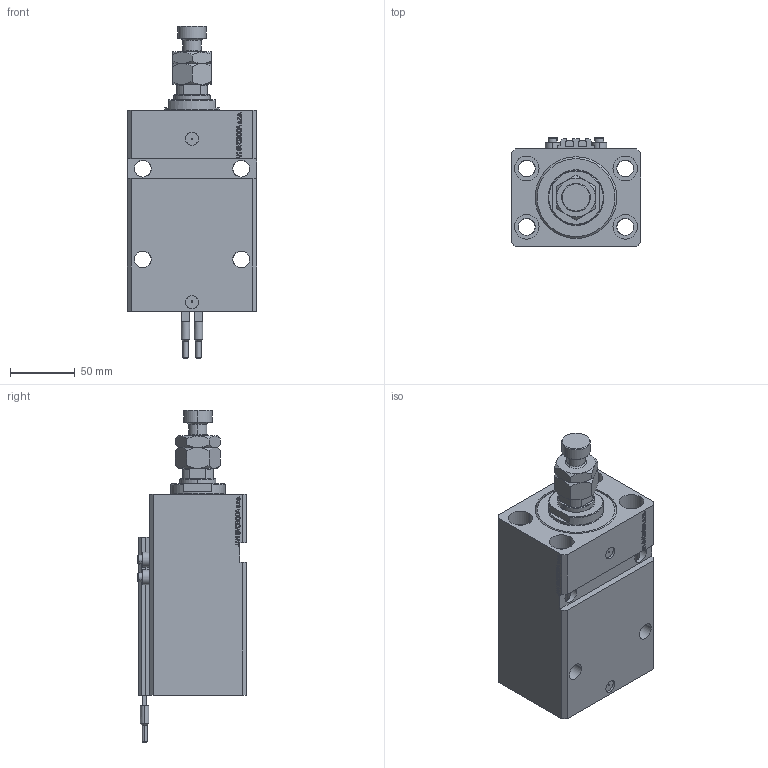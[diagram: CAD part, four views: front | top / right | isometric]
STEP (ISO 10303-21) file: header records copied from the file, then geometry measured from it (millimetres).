
FILE_DESCRIPTION (( 'STEP AP203' ), '1' );
FILE_NAME ('5cef.STEP', '2023-10-07T14:58:12', ( '' ), ( '' ), 'SwSTEP 2.0', 'SolidWorks 2019', '' );
FILE_SCHEMA (( 'CONFIG_CONTROL_DESIGN' ));
Length unit declared in the file: millimetre
Products named in the file (7): SWITCH_V250CE 285a6866623a6d180a4bb01f38aa9c83; 5cef; V250CE_C_VCP 285a6866623a6d180a4bb01f38aa9c83; MFA 285a6866623a6d180a4bb01f38aa9c83; V250CE_VC_E 285a6866623a6d180a4bb01f38aa9c83; V250CE_E_Body 285a6866623a6d180a4bb01f38aa9c83; ALLEN BOLT V250CE 285a6866623a6d180a4bb01f38aa9c83
Assembly tree (10 placements, depth 2):
  5cef
    V250CE_E_Body 285a6866623a6d180a4bb01f38aa9c83
    ALLEN BOLT V250CE 285a6866623a6d180a4bb01f38aa9c83  x4
    V250CE_C_VCP 285a6866623a6d180a4bb01f38aa9c83
    V250CE_VC_E 285a6866623a6d180a4bb01f38aa9c83
    MFA 285a6866623a6d180a4bb01f38aa9c83
    SWITCH_V250CE 285a6866623a6d180a4bb01f38aa9c83  x2
Bounding box: 100 x 84 x 256 mm (x, y, z)
Volume: 968905.1 mm3; surface area: 184254.7 mm2
Topology: 11 solids, 11 shells, 1212 faces, 2994 edges, 1913 vertices
Faces by surface type: plane 583, bspline 357, cylinder 162, cone 88, torus 22
Entity records: 50700 total; most frequent: CARTESIAN_POINT 25726, ORIENTED_EDGE 5570, DIRECTION 3787, EDGE_CURVE 2785, VERTEX_POINT 1799, VECTOR 1659, LINE 1659, EDGE_LOOP 1250
